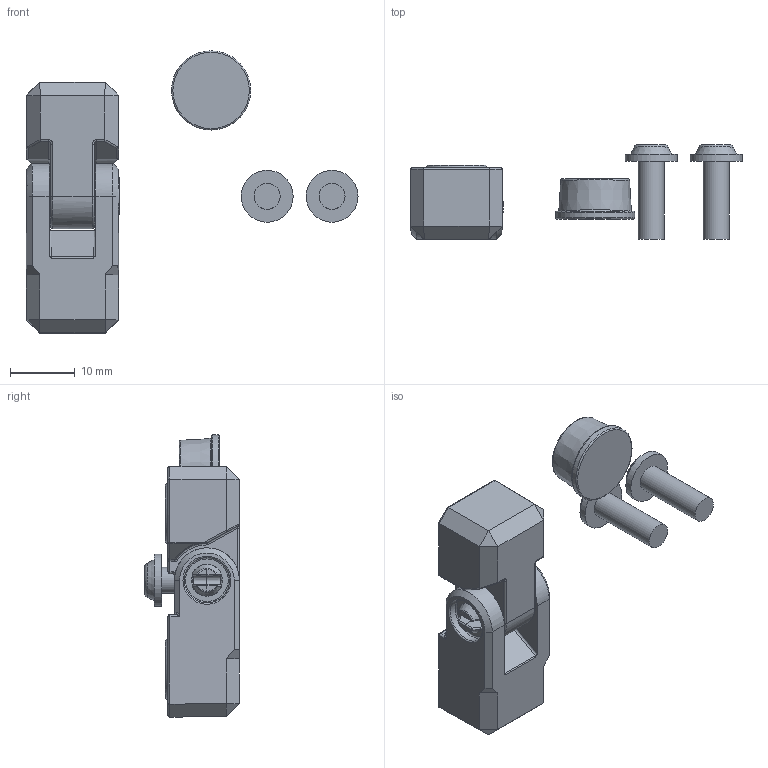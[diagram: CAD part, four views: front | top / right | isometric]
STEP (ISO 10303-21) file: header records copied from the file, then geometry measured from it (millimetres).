
FILE_DESCRIPTION(/* description */ (''),/* implementation_level */ '2;1');
FILE_NAME(/* name */ '0319000006 - MBI-Außengelenk BK.stp',/* time_stamp */ '2023-11-06T08:53:08+01:00',/* author */ ('alexander.rose'),/* organization */ (''),/* preprocessor_version */ 'ST-DEVELOPER v18.1',/* originating_system */ 'Autodesk Inventor 2022',/* authorisation */ '');
FILE_SCHEMA (('AUTOMOTIVE_DESIGN { 1 0 10303 214 3 1 1 }'));
Length unit declared in the file: millimetre
Products named in the file (6): 0319000006 - MBI-Außengelenk BK; MBI-Außengelenk Splint BK; MBI-Außengelenk U BK; MBI-Außengelenk T BK; MBI-Außengelenk Abdeckkappe BK; 52006TXVZ412
Assembly tree (6 placements, depth 2):
  0319000006 - MBI-Außengelenk BK
    MBI-Außengelenk Splint BK
    MBI-Außengelenk U BK
    MBI-Außengelenk T BK
    MBI-Außengelenk Abdeckkappe BK
    52006TXVZ412  x2
Bounding box: 51.17 x 14.6 x 43.49 mm (x, y, z)
Volume: 4905.6 mm3; surface area: 5530.2 mm2
Topology: 6 solids, 6 shells, 711 faces, 1646 edges, 929 vertices
Faces by surface type: cylinder 224, bspline 194, plane 177, sphere 62, cone 30, torus 24
Full cylindrical faces by diameter (mm): 3.3 x2, 4 x2, 4.2 x1, 6 x1, 8 x2
Entity records: 25666 total; most frequent: CARTESIAN_POINT 9799, DIRECTION 3160, ORIENTED_EDGE 3126, EDGE_CURVE 1563, AXIS2_PLACEMENT_3D 1296, VERTEX_POINT 898, EDGE_LOOP 711, FACE_OUTER_BOUND 690
